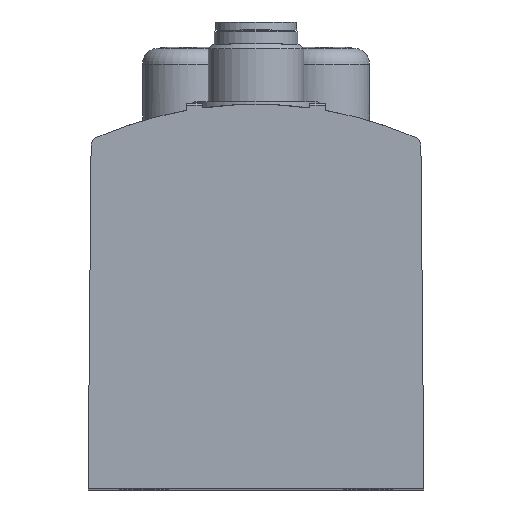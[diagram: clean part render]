
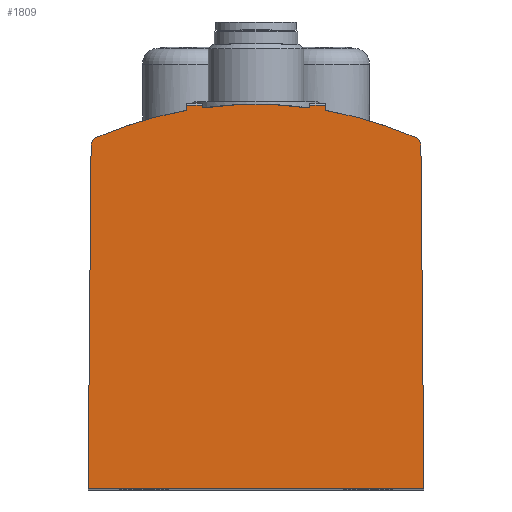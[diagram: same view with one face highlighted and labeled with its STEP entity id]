
A CAD part, top view. The second image highlights one B-rep face of the part: STEP entity #1809.
In plain terms, the highlighted planar face has unit normal (0, 0, 1).
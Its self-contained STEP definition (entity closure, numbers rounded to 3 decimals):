
#24=PLANE('',#1993);
#144=LINE('',#2986,#284);
#154=LINE('',#3025,#294);
#157=LINE('',#3031,#297);
#158=LINE('',#3033,#298);
#159=LINE('',#3035,#299);
#160=LINE('',#3036,#300);
#161=LINE('',#3038,#301);
#162=LINE('',#3040,#302);
#163=LINE('',#3041,#303);
#284=VECTOR('',#2278,1000.);
#294=VECTOR('',#2326,1000.);
#297=VECTOR('',#2331,1000.);
#298=VECTOR('',#2332,1000.);
#299=VECTOR('',#2333,1000.);
#300=VECTOR('',#2334,1000.);
#301=VECTOR('',#2335,1000.);
#302=VECTOR('',#2336,1000.);
#303=VECTOR('',#2337,1000.);
#396=CIRCLE('',#1916,50.);
#406=CIRCLE('',#1934,50.);
#408=CIRCLE('',#1936,50.);
#435=CIRCLE('',#1976,1.);
#438=CIRCLE('',#1991,1.);
#618=ORIENTED_EDGE('',*,*,#998,.T.);
#619=ORIENTED_EDGE('',*,*,#1112,.F.);
#620=ORIENTED_EDGE('',*,*,#1113,.T.);
#621=ORIENTED_EDGE('',*,*,#1114,.T.);
#622=ORIENTED_EDGE('',*,*,#1030,.T.);
#623=ORIENTED_EDGE('',*,*,#1115,.F.);
#624=ORIENTED_EDGE('',*,*,#1116,.T.);
#625=ORIENTED_EDGE('',*,*,#1117,.T.);
#626=ORIENTED_EDGE('',*,*,#1026,.T.);
#627=ORIENTED_EDGE('',*,*,#1089,.T.);
#628=ORIENTED_EDGE('',*,*,#1087,.F.);
#629=ORIENTED_EDGE('',*,*,#1118,.T.);
#630=ORIENTED_EDGE('',*,*,#1109,.F.);
#631=ORIENTED_EDGE('',*,*,#1101,.T.);
#998=EDGE_CURVE('',#1256,#1255,#396,.T.);
#1026=EDGE_CURVE('',#1284,#1283,#406,.T.);
#1030=EDGE_CURVE('',#1288,#1287,#408,.T.);
#1087=EDGE_CURVE('',#1336,#1325,#144,.T.);
#1089=EDGE_CURVE('',#1283,#1325,#435,.T.);
#1101=EDGE_CURVE('',#1342,#1256,#438,.T.);
#1109=EDGE_CURVE('',#1342,#1347,#154,.T.);
#1112=EDGE_CURVE('',#1349,#1255,#157,.T.);
#1113=EDGE_CURVE('',#1349,#1350,#158,.T.);
#1114=EDGE_CURVE('',#1350,#1288,#159,.T.);
#1115=EDGE_CURVE('',#1351,#1287,#160,.T.);
#1116=EDGE_CURVE('',#1351,#1352,#161,.T.);
#1117=EDGE_CURVE('',#1352,#1284,#162,.T.);
#1118=EDGE_CURVE('',#1336,#1347,#163,.T.);
#1255=VERTEX_POINT('',#2717);
#1256=VERTEX_POINT('',#2719);
#1283=VERTEX_POINT('',#2805);
#1284=VERTEX_POINT('',#2807);
#1287=VERTEX_POINT('',#2813);
#1288=VERTEX_POINT('',#2815);
#1325=VERTEX_POINT('',#2964);
#1336=VERTEX_POINT('',#2985);
#1342=VERTEX_POINT('',#3012);
#1347=VERTEX_POINT('',#3026);
#1349=VERTEX_POINT('',#3032);
#1350=VERTEX_POINT('',#3034);
#1351=VERTEX_POINT('',#3037);
#1352=VERTEX_POINT('',#3039);
#1474=EDGE_LOOP('',(#618,#619,#620,#621,#622,#623,#624,#625,#626,#627,#628,
#629,#630,#631));
#1628=FACE_BOUND('',#1474,.T.);
#1809=ADVANCED_FACE('',(#1628),#24,.T.);
#1916=AXIS2_PLACEMENT_3D('',#2718,#2134,#2135);
#1934=AXIS2_PLACEMENT_3D('',#2806,#2176,#2177);
#1936=AXIS2_PLACEMENT_3D('',#2814,#2182,#2183);
#1976=AXIS2_PLACEMENT_3D('',#2989,#2283,#2284);
#1991=AXIS2_PLACEMENT_3D('',#3011,#2315,#2316);
#1993=AXIS2_PLACEMENT_3D('',#3030,#2329,#2330);
#2134=DIRECTION('',(0.,0.,1.));
#2135=DIRECTION('',(1.,0.,0.));
#2176=DIRECTION('',(0.,0.,1.));
#2177=DIRECTION('',(1.,0.,0.));
#2182=DIRECTION('',(0.,0.,1.));
#2183=DIRECTION('',(1.,0.,0.));
#2278=DIRECTION('',(0.009,1.,0.));
#2283=DIRECTION('',(0.,0.,1.));
#2284=DIRECTION('',(1.,0.,0.));
#2315=DIRECTION('',(0.,0.,1.));
#2316=DIRECTION('',(1.,0.,0.));
#2326=DIRECTION('',(0.009,-1.,0.));
#2329=DIRECTION('',(0.,0.,1.));
#2330=DIRECTION('',(1.,0.,0.));
#2331=DIRECTION('',(0.,-1.,0.));
#2332=DIRECTION('',(-1.,0.,0.));
#2333=DIRECTION('',(0.,-1.,0.));
#2334=DIRECTION('',(0.,-1.,0.));
#2335=DIRECTION('',(-1.,0.,0.));
#2336=DIRECTION('',(0.,-1.,0.));
#2337=DIRECTION('',(1.,0.,0.));
#2717=CARTESIAN_POINT('',(8.663,47.244,68.9));
#2718=CARTESIAN_POINT('',(0.,-2.,68.9));
#2719=CARTESIAN_POINT('',(20.026,43.814,68.9));
#2805=CARTESIAN_POINT('',(-20.026,43.814,68.9));
#2806=CARTESIAN_POINT('',(0.,-2.,68.9));
#2807=CARTESIAN_POINT('',(-8.663,47.244,68.9));
#2813=CARTESIAN_POINT('',(-6.737,47.544,68.9));
#2814=CARTESIAN_POINT('',(0.,-2.,68.9));
#2815=CARTESIAN_POINT('',(6.737,47.544,68.9));
#2964=CARTESIAN_POINT('',(-20.626,42.907,68.9));
#2985=CARTESIAN_POINT('',(-21.,0.,68.9));
#2986=CARTESIAN_POINT('',(-21.,0.,68.9));
#2989=CARTESIAN_POINT('',(-19.626,42.898,68.9));
#3011=CARTESIAN_POINT('',(19.626,42.898,68.9));
#3012=CARTESIAN_POINT('',(20.626,42.907,68.9));
#3025=CARTESIAN_POINT('',(20.626,42.907,68.9));
#3026=CARTESIAN_POINT('',(21.,0.,68.9));
#3030=CARTESIAN_POINT('',(0.,0.,68.9));
#3031=CARTESIAN_POINT('',(8.663,47.85,68.9));
#3032=CARTESIAN_POINT('',(8.663,47.85,68.9));
#3033=CARTESIAN_POINT('',(8.663,47.85,68.9));
#3034=CARTESIAN_POINT('',(6.737,47.85,68.9));
#3035=CARTESIAN_POINT('',(6.737,47.85,68.9));
#3036=CARTESIAN_POINT('',(-6.737,47.85,68.9));
#3037=CARTESIAN_POINT('',(-6.737,47.85,68.9));
#3038=CARTESIAN_POINT('',(-6.737,47.85,68.9));
#3039=CARTESIAN_POINT('',(-8.663,47.85,68.9));
#3040=CARTESIAN_POINT('',(-8.663,47.85,68.9));
#3041=CARTESIAN_POINT('',(-21.,0.,68.9));
